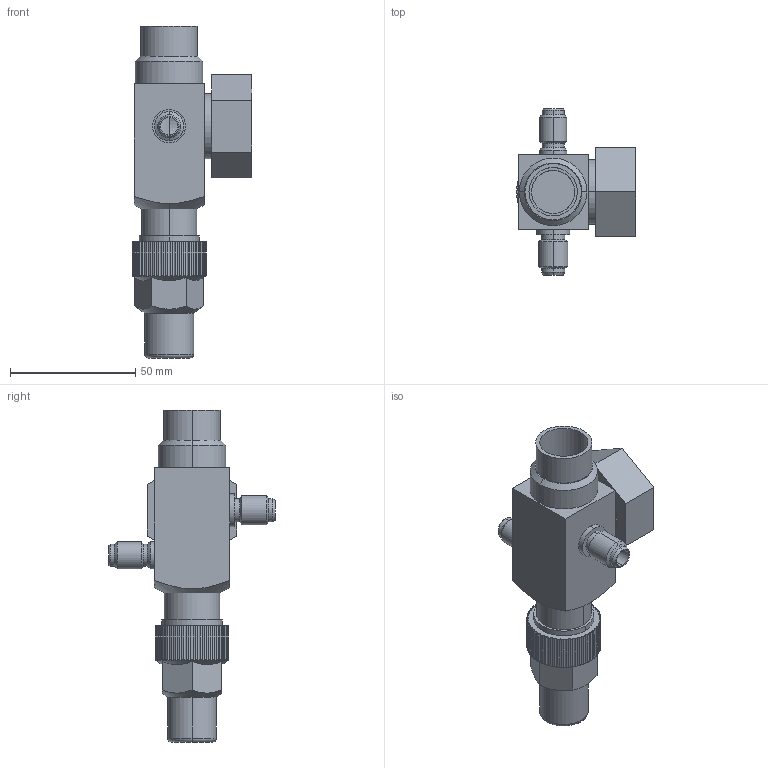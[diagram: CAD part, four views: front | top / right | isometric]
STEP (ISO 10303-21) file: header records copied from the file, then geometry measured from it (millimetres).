
FILE_DESCRIPTION((''),'2;1');
FILE_NAME('6804503V04_BR','2023-04-04T10:44:10',('U375483'),('DANFOSS COMMERCIAL COMPRESSOR'),'CREO PARAMETRIC BY PTC INC, 2022124','CREO PARAMETRIC BY PTC INC, 2022124','');
FILE_SCHEMA(('CONFIG_CONTROL_DESIGN'));
Length unit declared in the file: millimetre
Products named in the file (1): 6804503V04_BR
Bounding box: 47.75 x 66.4 x 132.5 mm (x, y, z)
Volume: 67959.3 mm3; surface area: 25303.7 mm2
Topology: 1 solids, 1 shells, 199 faces, 545 edges, 360 vertices
Faces by surface type: cylinder 142, plane 33, cone 22, torus 2
Entity records: 7184 total; most frequent: CARTESIAN_POINT 1978, DIRECTION 1126, ORIENTED_EDGE 1090, EDGE_CURVE 545, AXIS2_PLACEMENT_3D 464, VERTEX_POINT 360, CIRCLE 265, EDGE_LOOP 217
